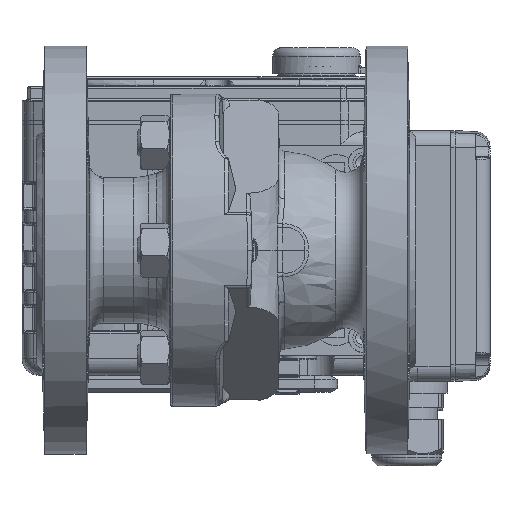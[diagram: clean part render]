
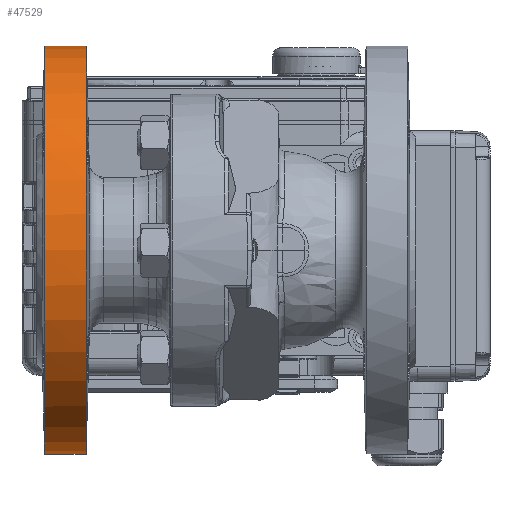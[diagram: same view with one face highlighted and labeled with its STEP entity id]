
A CAD part, front view. The second image highlights one B-rep face of the part: STEP entity #47529.
In plain terms, the highlighted cylindrical face has radius 70 mm (diameter 140 mm), a full revolution.
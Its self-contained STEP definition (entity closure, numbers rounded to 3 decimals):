
#2505=CYLINDRICAL_SURFACE('',#51152,70.);
#3551=CIRCLE('',#51147,70.);
#3556=CIRCLE('',#51153,70.);
#6334=ORIENTED_EDGE('',*,*,#20774,.F.);
#6335=ORIENTED_EDGE('',*,*,#20769,.T.);
#20769=EDGE_CURVE('',#28012,#28012,#3551,.T.);
#20774=EDGE_CURVE('',#28013,#28013,#3556,.T.);
#28012=VERTEX_POINT('',#70944);
#28013=VERTEX_POINT('',#70951);
#39452=EDGE_LOOP('',(#6334));
#39453=EDGE_LOOP('',(#6335));
#42963=FACE_BOUND('',#39452,.T.);
#42964=FACE_BOUND('',#39453,.T.);
#47529=ADVANCED_FACE('',(#42963,#42964),#2505,.T.);
#51147=AXIS2_PLACEMENT_3D('',#70943,#56645,#56646);
#51152=AXIS2_PLACEMENT_3D('',#70949,#56655,#56656);
#51153=AXIS2_PLACEMENT_3D('',#70950,#56657,#56658);
#56645=DIRECTION('',(1.,0.,0.));
#56646=DIRECTION('',(0.,0.,-1.));
#56655=DIRECTION('',(1.,0.,0.));
#56656=DIRECTION('',(0.,0.,-1.));
#56657=DIRECTION('',(1.,0.,0.));
#56658=DIRECTION('',(0.,0.,-1.));
#70943=CARTESIAN_POINT('',(-75.241,0.,0.));
#70944=CARTESIAN_POINT('',(-75.241,0.,-70.));
#70949=CARTESIAN_POINT('',(8.769,0.,0.));
#70950=CARTESIAN_POINT('',(-61.,0.,0.));
#70951=CARTESIAN_POINT('',(-61.,0.,-70.));
